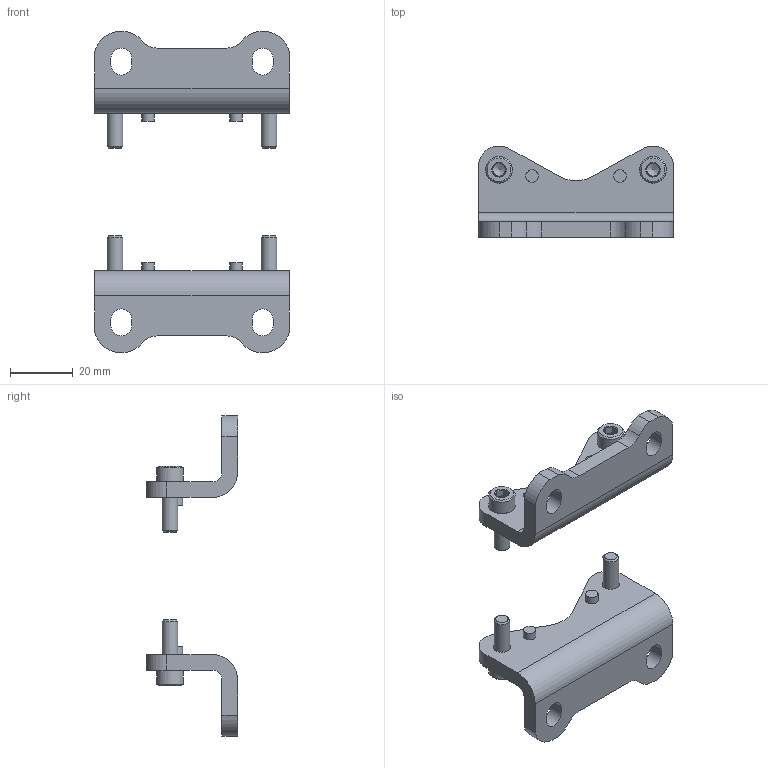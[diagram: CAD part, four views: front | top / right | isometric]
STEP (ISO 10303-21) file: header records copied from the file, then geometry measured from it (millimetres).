
FILE_DESCRIPTION(/* description */ ('STEP AP214'),/* implementation_level */ '2;1');
FILE_NAME(/* name */ '150733_HP-40',/* time_stamp */ '2024-08-21T09:15:16+02:00',/* author */ ('License CC BY-ND 4.0'),/* organization */ ('CADENAS'),/* preprocessor_version */ 'ST-DEVELOPER v19.3',/* originating_system */ 'PARTsolutions',/* authorisation */ ' ');
FILE_SCHEMA (('AUTOMOTIVE_DESIGN {1 0 10303 214 3 1 1}'));
Length unit declared in the file: millimetre
Products named in the file (3): 150733 HP-40---(50); 150733 HP-40---(0F); DIN-912 - M5x16(F)
Assembly tree (6 placements, depth 2):
  150733 HP-40---(50)
    150733 HP-40---(0F)  x2
    DIN-912 - M5x16(F)  x4
Bounding box: 62 x 29 x 102 mm (x, y, z)
Volume: 25413.3 mm3; surface area: 14598.1 mm2
Topology: 6 solids, 6 shells, 200 faces, 444 edges, 268 vertices
Faces by surface type: plane 102, cylinder 54, cone 44
Full cylindrical faces by diameter (mm): 3.96 x4, 4 x4, 5 x4, 5.5 x4, 8.5 x4
Entity records: 2098 total; most frequent: DIRECTION 370, CARTESIAN_POINT 358, ORIENTED_EDGE 304, EDGE_CURVE 152, AXIS2_PLACEMENT_3D 145, VERTEX_POINT 103, FACE_BOUND 99, EDGE_LOOP 98
